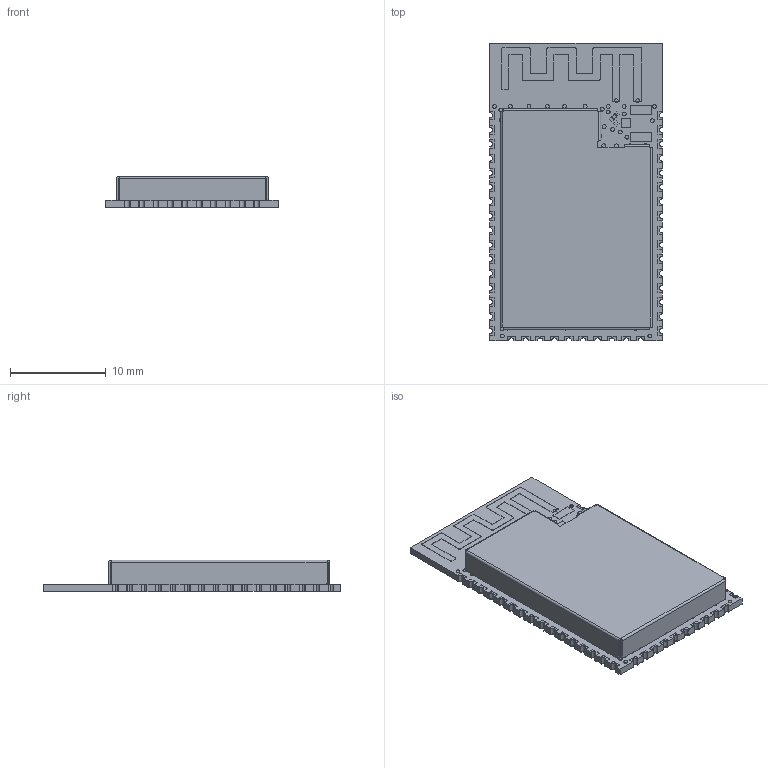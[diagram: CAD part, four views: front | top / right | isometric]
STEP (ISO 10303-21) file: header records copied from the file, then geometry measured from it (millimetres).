
FILE_DESCRIPTION (( 'STEP AP214' ), '1' );
FILE_NAME ('ESP32-S2-WROOM.STEP', '2021-03-05T12:51:00', ( 'madcow' ), ( 'Microsoft' ), 'SwSTEP 2.0', 'SolidWorks 2019', '' );
FILE_SCHEMA (( 'AUTOMOTIVE_DESIGN' ));
Length unit declared in the file: millimetre
Products named in the file (630): uid__4-22^DesignRootModel_PCB_ESP32-S2-WROOM_V1(2)_PCB_ESP32-S2-WROOM_V1; uid__4-121^DesignRootModel_PCB_ESP32-S2-WROOM_V1(2)_PCB_ESP32-S2-WROOM_V1; uid__4-207^DesignRootModel_PCB_ESP32-S2-WROOM_V1(2)_PCB_ESP32-S2-WROOM_V1; uid__1-322^DesignRootModel_PCB_ESP32-S2-WROOM_V1(2)_PCB_ESP32-S2-WROOM_V1; uid__1-405^DesignRootModel_PCB_ESP32-S2-WROOM_V1(2)_PCB_ESP32-S2-WROOM_V1; uid__1-502^DesignRootModel_PCB_ESP32-S2-WROOM_V1(2)_PCB_ESP32-S2-WROOM_V1; uid__1-488^DesignRootModel_PCB_ESP32-S2-WROOM_V1(2)_PCB_ESP32-S2-WROOM_V1; uid__1-615^DesignRootModel_PCB_ESP32-S2-WROOM_V1(2)_PCB_ESP32-S2-WROOM_V1; Submodel-C0201_part^DesignRootModel_PCB_ESP32-S2-WROOM_V1(2)_PCB_ESP32-S2-WROOM_V1; uid__4-37^DesignRootModel_PCB_ESP32-S2-WROOM_V1(2)_PCB_ESP32-S2-WROOM_V1; uid__4-136^DesignRootModel_PCB_ESP32-S2-WROOM_V1(2)_PCB_ESP32-S2-WROOM_V1; uid__4-222^DesignRootModel_PCB_ESP32-S2-WROOM_V1(2)_PCB_ESP32-S2-WROOM_V1; uid__1-336^DesignRootModel_PCB_ESP32-S2-WROOM_V1(2)_PCB_ESP32-S2-WROOM_V1; uid__1-419^DesignRootModel_PCB_ESP32-S2-WROOM_V1(2)_PCB_ESP32-S2-WROOM_V1; uid__1-517^DesignRootModel_PCB_ESP32-S2-WROOM_V1(2)_PCB_ESP32-S2-WROOM_V1; Submodel-R0201_part^DesignRootModel_PCB_ESP32-S2-WROOM_V1(2)_PCB_ESP32-S2-WROOM_V1; uid__4-51^DesignRootModel_PCB_ESP32-S2-WROOM_V1(2)_PCB_ESP32-S2-WROOM_V1; uid__4-151^DesignRootModel_PCB_ESP32-S2-WROOM_V1(2)_PCB_ESP32-S2-WROOM_V1; uid__1-267^DesignRootModel_PCB_ESP32-S2-WROOM_V1(2)_PCB_ESP32-S2-WROOM_V1; uid__1-351^DesignRootModel_PCB_ESP32-S2-WROOM_V1(2)_PCB_ESP32-S2-WROOM_V1; uid__1-434^DesignRootModel_PCB_ESP32-S2-WROOM_V1(2)_PCB_ESP32-S2-WROOM_V1; uid__1-531^DesignRootModel_PCB_ESP32-S2-WROOM_V1(2)_PCB_ESP32-S2-WROOM_V1; uid__1-560^DesignRootModel_PCB_ESP32-S2-WROOM_V1(2)_PCB_ESP32-S2-WROOM_V1; uid__4-66^DesignRootModel_PCB_ESP32-S2-WROOM_V1(2)_PCB_ESP32-S2-WROOM_V1; uid__4-166^DesignRootModel_PCB_ESP32-S2-WROOM_V1(2)_PCB_ESP32-S2-WROOM_V1; uid__1-281^DesignRootModel_PCB_ESP32-S2-WROOM_V1(2)_PCB_ESP32-S2-WROOM_V1; uid__1-365^DesignRootModel_PCB_ESP32-S2-WROOM_V1(2)_PCB_ESP32-S2-WROOM_V1; uid__1-448^DesignRootModel_PCB_ESP32-S2-WROOM_V1(2)_PCB_ESP32-S2-WROOM_V1; uid__1-546^DesignRootModel_PCB_ESP32-S2-WROOM_V1(2)_PCB_ESP32-S2-WROOM_V1; uid__1-574^DesignRootModel_PCB_ESP32-S2-WROOM_V1(2)_PCB_ESP32-S2-WROOM_V1; uid__4-95^DesignRootModel_PCB_ESP32-S2-WROOM_V1(2)_PCB_ESP32-S2-WROOM_V1; uid__4-81^DesignRootModel_PCB_ESP32-S2-WROOM_V1(2)_PCB_ESP32-S2-WROOM_V1; uid__4-181^DesignRootModel_PCB_ESP32-S2-WROOM_V1(2)_PCB_ESP32-S2-WROOM_V1; uid__1-296^DesignRootModel_PCB_ESP32-S2-WROOM_V1(2)_PCB_ESP32-S2-WROOM_V1; uid__1-379^DesignRootModel_PCB_ESP32-S2-WROOM_V1(2)_PCB_ESP32-S2-WROOM_V1; uid__1-463^DesignRootModel_PCB_ESP32-S2-WROOM_V1(2)_PCB_ESP32-S2-WROOM_V1; uid__1-589^DesignRootModel_PCB_ESP32-S2-WROOM_V1(2)_PCB_ESP32-S2-WROOM_V1; SOIC8_208_20210301.STEP^SOIC8_208_20210301.STEP_Submodel-SOIC08-WN_part_DesignRootModel_PCB_ESP32-S2-WROOM_V1(2)_PCB_ESP32-S2-WROOM_V1; uid__4-110^DesignRootModel_PCB_ESP32-S2-WROOM_V1(2)_PCB_ESP32-S2-WROOM_V1; uid__4-195^DesignRootModel_PCB_ESP32-S2-WROOM_V1(2)_PCB_ESP32-S2-WROOM_V1 ...
Assembly tree (691 placements, depth 6):
  ESP32-S2-WROOM
    PCB_ESP32-S2-WROOM_V1(2)^PCB_ESP32-S2-WROOM_V1
      DesignRootModel^PCB_ESP32-S2-WROOM_V1(2)_PCB_ESP32-S2-WROOM_V1
        Submodel-QFN56_0P4_7_part^DesignRootModel_PCB_ESP32-S2-WROOM_V1(2)_PCB_ESP32-S2-WROOM_V1
          ESP32-S2_20210301.STEP^Submodel-QFN56_0P4_7_part_DesignRootModel_PCB_ESP32-S2-WROOM_V1(2)_PCB_ESP32-S2-WROOM_V1
            ESP32-S2_20210301.STEP^ESP32-S2_20210301.STEP_Submodel-QFN56_0P4_7_part_DesignRootModel_PCB_ESP32-S2-WROOM_V1(2)_PCB_ESP32-S2-WROOM_V1
        Submodel-R0201_part^DesignRootModel_PCB_ESP32-S2-WROOM_V1(2)_PCB_ESP32-S2-WROOM_V1
          R0201_20210301.STEP^Submodel-R0201_part_DesignRootModel_PCB_ESP32-S2-WROOM_V1(2)_PCB_ESP32-S2-WROOM_V1
            R0201_20210301.STEP^R0201_20210301.STEP_Submodel-R0201_part_DesignRootModel_PCB_ESP32-S2-WROOM_V1(2)_PCB_ESP32-S2-WROOM_V1
        Submodel-MINI_ANT_TYPEB_1501846164_part^DesignRootModel_PCB_ESP32-S2-WROOM_V1(2)_PCB_ESP32-S2-WROOM_V1
          trace_1^Submodel-MINI_ANT_TYPEB_1501846164_part_DesignRootModel_PCB_ESP32-S2-WROOM_V1(2)_PCB_ESP32-S2-WROOM_V1
        Submodel-C0201_part^DesignRootModel_PCB_ESP32-S2-WROOM_V1(2)_PCB_ESP32-S2-WROOM_V1
          C0201_20210301.STEP^Submodel-C0201_part_DesignRootModel_PCB_ESP32-S2-WROOM_V1(2)_PCB_ESP32-S2-WROOM_V1
            C0201_20210301.STEP^C0201_20210301.STEP_Submodel-C0201_part_DesignRootModel_PCB_ESP32-S2-WROOM_V1(2)_PCB_ESP32-S2-WROOM_V1
        Submodel-SOD882_part^DesignRootModel_PCB_ESP32-S2-WROOM_V1(2)_PCB_ESP32-S2-WROOM_V1
          DFN1006.STEP^Submodel-SOD882_part_DesignRootModel_PCB_ESP32-S2-WROOM_V1(2)_PCB_ESP32-S2-WROOM_V1
            DFN1006.STEP^DFN1006.STEP_Submodel-SOD882_part_DesignRootModel_PCB_ESP32-S2-WROOM_V1(2)_PCB_ESP32-S2-WROOM_V1
        Submodel-R0201A_part^DesignRootModel_PCB_ESP32-S2-WROOM_V1(2)_PCB_ESP32-S2-WROOM_V1
          R0201_20210301.STEP^Submodel-R0201A_part_DesignRootModel_PCB_ESP32-S2-WROOM_V1(2)_PCB_ESP32-S2-WROOM_V1
            R0201_20210301.STEP^R0201_20210301.STEP_Submodel-R0201A_part_DesignRootModel_PCB_ESP32-S2-WROOM_V1(2)_PCB_ESP32-S2-WROOM_V1
        Submodel-R0201_part^DesignRootModel_PCB_ESP32-S2-WROOM_V1(2)_PCB_ESP32-S2-WROOM_V1
          R0201_20210301.STEP^Submodel-R0201_part_DesignRootModel_PCB_ESP32-S2-WROOM_V1(2)_PCB_ESP32-S2-WROOM_V1
            R0201_20210301.STEP^R0201_20210301.STEP_Submodel-R0201_part_DesignRootModel_PCB_ESP32-S2-WROOM_V1(2)_PCB_ESP32-S2-WROOM_V1
        Submodel-R0201_part^DesignRootModel_PCB_ESP32-S2-WROOM_V1(2)_PCB_ESP32-S2-WROOM_V1
          R0201_20210301.STEP^Submodel-R0201_part_DesignRootModel_PCB_ESP32-S2-WROOM_V1(2)_PCB_ESP32-S2-WROOM_V1
            R0201_20210301.STEP^R0201_20210301.STEP_Submodel-R0201_part_DesignRootModel_PCB_ESP32-S2-WROOM_V1(2)_PCB_ESP32-S2-WROOM_V1
        Submodel-R0201_part^DesignRootModel_PCB_ESP32-S2-WROOM_V1(2)_PCB_ESP32-S2-WROOM_V1
          R0201_20210301.STEP^Submodel-R0201_part_DesignRootModel_PCB_ESP32-S2-WROOM_V1(2)_PCB_ESP32-S2-WROOM_V1
            R0201_20210301.STEP^R0201_20210301.STEP_Submodel-R0201_part_DesignRootModel_PCB_ESP32-S2-WROOM_V1(2)_PCB_ESP32-S2-WROOM_V1
        Submodel-R0201_part^DesignRootModel_PCB_ESP32-S2-WROOM_V1(2)_PCB_ESP32-S2-WROOM_V1
          R0201_20210301.STEP^Submodel-R0201_part_DesignRootModel_PCB_ESP32-S2-WROOM_V1(2)_PCB_ESP32-S2-WROOM_V1
            R0201_20210301.STEP^R0201_20210301.STEP_Submodel-R0201_part_DesignRootModel_PCB_ESP32-S2-WROOM_V1(2)_PCB_ESP32-S2-WROOM_V1
        Submodel-R0201_part^DesignRootModel_PCB_ESP32-S2-WROOM_V1(2)_PCB_ESP32-S2-WROOM_V1
          R0201_20210301.STEP^Submodel-R0201_part_DesignRootModel_PCB_ESP32-S2-WROOM_V1(2)_PCB_ESP32-S2-WROOM_V1
            R0201_20210301.STEP^R0201_20210301.STEP_Submodel-R0201_part_DesignRootModel_PCB_ESP32-S2-WROOM_V1(2)_PCB_ESP32-S2-WROOM_V1
        Submodel-R0201_part^DesignRootModel_PCB_ESP32-S2-WROOM_V1(2)_PCB_ESP32-S2-WROOM_V1
          R0201_20210301.STEP^Submodel-R0201_part_DesignRootModel_PCB_ESP32-S2-WROOM_V1(2)_PCB_ESP32-S2-WROOM_V1
            R0201_20210301.STEP^R0201_20210301.STEP_Submodel-R0201_part_DesignRootModel_PCB_ESP32-S2-WROOM_V1(2)_PCB_ESP32-S2-WROOM_V1
        Submodel-L0201_part^DesignRootModel_PCB_ESP32-S2-WROOM_V1(2)_PCB_ESP32-S2-WROOM_V1
          L0201_20210301.STEP^Submodel-L0201_part_DesignRootModel_PCB_ESP32-S2-WROOM_V1(2)_PCB_ESP32-S2-WROOM_V1
            L0201_20210301.STEP^L0201_20210301.STEP_Submodel-L0201_part_DesignRootModel_PCB_ESP32-S2-WROOM_V1(2)_PCB_ESP32-S2-WROOM_V1
        Submodel-L0201_part^DesignRootModel_PCB_ESP32-S2-WROOM_V1(2)_PCB_ESP32-S2-WROOM_V1
          L0201_20210301.STEP^Submodel-L0201_part_DesignRootModel_PCB_ESP32-S2-WROOM_V1(2)_PCB_ESP32-S2-WROOM_V1
            L0201_20210301.STEP^L0201_20210301.STEP_Submodel-L0201_part_DesignRootModel_PCB_ESP32-S2-WROOM_V1(2)_PCB_ESP32-S2-WROOM_V1
        Submodel-C0402_part^DesignRootModel_PCB_ESP32-S2-WROOM_V1(2)_PCB_ESP32-S2-WROOM_V1
          C0402_20210301.STEP^Submodel-C0402_part_DesignRootModel_PCB_ESP32-S2-WROOM_V1(2)_PCB_ESP32-S2-WROOM_V1
            C0402_20210301.STEP^C0402_20210301.STEP_Submodel-C0402_part_DesignRootModel_PCB_ESP32-S2-WROOM_V1(2)_PCB_ESP32-S2-WROOM_V1
        Submodel-C0201_part^DesignRootModel_PCB_ESP32-S2-WROOM_V1(2)_PCB_ESP32-S2-WROOM_V1
          C0201_20210301.STEP^Submodel-C0201_part_DesignRootModel_PCB_ESP32-S2-WROOM_V1(2)_PCB_ESP32-S2-WROOM_V1
            C0201_20210301.STEP^C0201_20210301.STEP_Submodel-C0201_part_DesignRootModel_PCB_ESP32-S2-WROOM_V1(2)_PCB_ESP32-S2-WROOM_V1
        Submodel-C0201_part^DesignRootModel_PCB_ESP32-S2-WROOM_V1(2)_PCB_ESP32-S2-WROOM_V1
          C0201_20210301.STEP^Submodel-C0201_part_DesignRootModel_PCB_ESP32-S2-WROOM_V1(2)_PCB_ESP32-S2-WROOM_V1
            C0201_20210301.STEP^C0201_20210301.STEP_Submodel-C0201_part_DesignRootModel_PCB_ESP32-S2-WROOM_V1(2)_PCB_ESP32-S2-WROOM_V1
        Submodel-C0201_part^DesignRootModel_PCB_ESP32-S2-WROOM_V1(2)_PCB_ESP32-S2-WROOM_V1
          C0201_20210301.STEP^Submodel-C0201_part_DesignRootModel_PCB_ESP32-S2-WROOM_V1(2)_PCB_ESP32-S2-WROOM_V1
            C0201_20210301.STEP^C0201_20210301.STEP_Submodel-C0201_part_DesignRootModel_PCB_ESP32-S2-WROOM_V1(2)_PCB_ESP32-S2-WROOM_V1
        Submodel-C0201_part^DesignRootModel_PCB_ESP32-S2-WROOM_V1(2)_PCB_ESP32-S2-WROOM_V1
          C0201_20210301.STEP^Submodel-C0201_part_DesignRootModel_PCB_ESP32-S2-WROOM_V1(2)_PCB_ESP32-S2-WROOM_V1
            C0201_20210301.STEP^C0201_20210301.STEP_Submodel-C0201_part_DesignRootModel_PCB_ESP32-S2-WROOM_V1(2)_PCB_ESP32-S2-WROOM_V1
        Submodel-C0201_part^DesignRootModel_PCB_ESP32-S2-WROOM_V1(2)_PCB_ESP32-S2-WROOM_V1
Bounding box: 18 x 31 x 3.3 mm (x, y, z)
Volume: 600.8 mm3; surface area: 3013.5 mm2
Topology: 666 solids, 667 shells, 5288 faces, 11373 edges, 7336 vertices
Faces by surface type: plane 3509, cylinder 1579, sphere 144, bspline 52, torus 4
Entity records: 131903 total; most frequent: CARTESIAN_POINT 21437, DIRECTION 19207, ORIENTED_EDGE 15618, EDGE_CURVE 7809, AXIS2_PLACEMENT_3D 6950, LINE 5307, VECTOR 5307, VERTEX_POINT 5176
